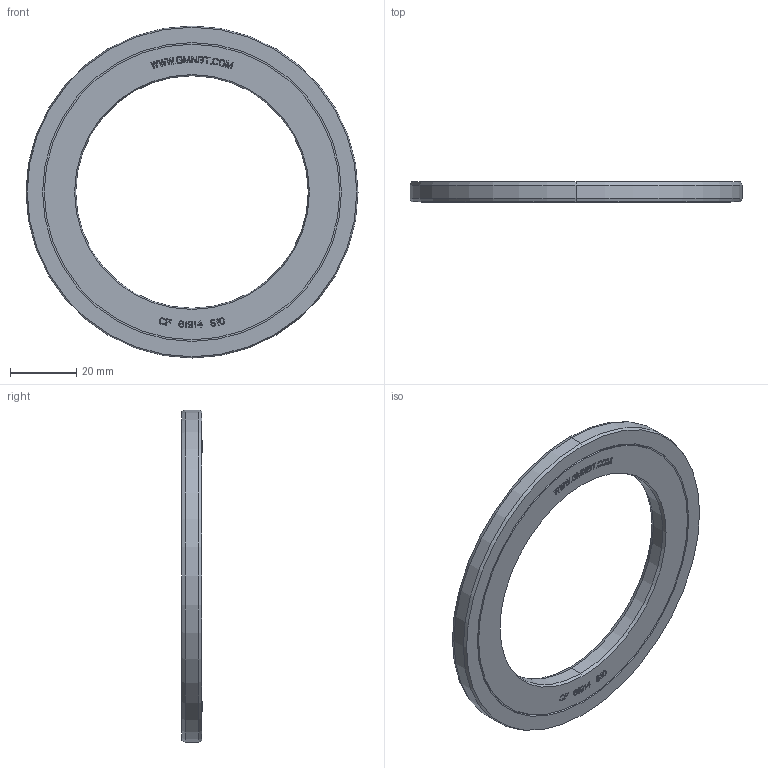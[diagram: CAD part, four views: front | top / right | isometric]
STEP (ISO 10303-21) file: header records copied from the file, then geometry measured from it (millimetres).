
FILE_DESCRIPTION((''),'2;1');
FILE_NAME('CF61914S10_PRT','2016-05-13T',('sales 4'),(''),'PRO/ENGINEER BY PARAMETRIC TECHNOLOGY CORPORATION, 2013150','PRO/ENGINEER BY PARAMETRIC TECHNOLOGY CORPORATION, 2013150','');
FILE_SCHEMA(('AUTOMOTIVE_DESIGN { 1 0 10303 214 1 1 1 1 }'));
Length unit declared in the file: millimetre
Products named in the file (1): CF61914S10_PRT
Bounding box: 100 x 6.05 x 100 mm (x, y, z)
Volume: 21704.1 mm3; surface area: 20956.5 mm2
Topology: 2 solids, 2 shells, 647 faces, 1795 edges, 1192 vertices
Faces by surface type: plane 605, cylinder 30, cone 12
Entity records: 26532 total; most frequent: CARTESIAN_POINT 3636, ORIENTED_EDGE 3590, DIRECTION 3159, PRESENTATION_STYLE_ASSIGNMENT 1868, STYLED_ITEM 1814, CURVE_STYLE 1795, EDGE_CURVE 1795, VECTOR 1725
